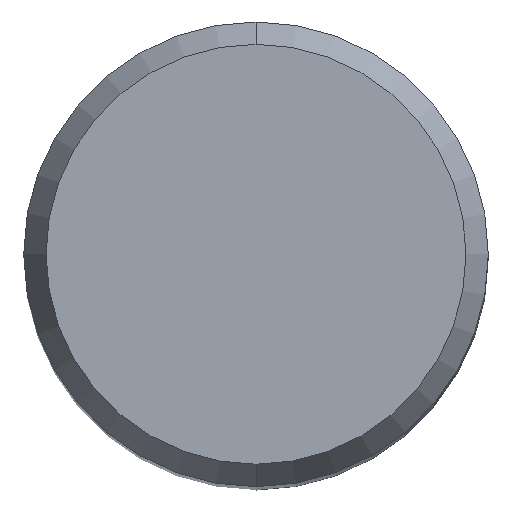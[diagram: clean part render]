
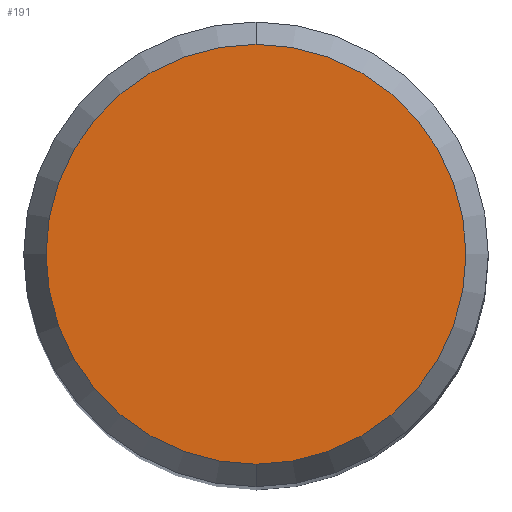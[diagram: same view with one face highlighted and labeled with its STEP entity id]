
A CAD part, top view. The second image highlights one B-rep face of the part: STEP entity #191.
In plain terms, the highlighted planar face has unit normal (0, 0, 1).
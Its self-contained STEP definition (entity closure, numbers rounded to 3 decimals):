
#171=EDGE_CURVE('',#273,#227,#380,.T.);
#191=ADVANCED_FACE('',(#402),#403,.T.);
#227=VERTEX_POINT('',#446);
#239=EDGE_CURVE('',#227,#273,#459,.T.);
#273=VERTEX_POINT('',#494);
#380=CIRCLE('',#616,4.304);
#402=FACE_OUTER_BOUND('',#647,.T.);
#403=PLANE('',#648);
#446=CARTESIAN_POINT('',(0.,-4.304,0.01));
#459=CIRCLE('',#719,4.304);
#494=CARTESIAN_POINT('',(0.0,4.304,0.01));
#616=AXIS2_PLACEMENT_3D('',#876,#877,#878);
#647=EDGE_LOOP('',(#903,#904));
#648=AXIS2_PLACEMENT_3D('',#905,#906,#907);
#719=AXIS2_PLACEMENT_3D('',#976,#977,#978);
#876=CARTESIAN_POINT('',(0.0,0.0,0.01));
#877=DIRECTION('',(0.0,0.0,-1.0));
#878=DIRECTION('',(0.0,1.0,0.0));
#903=ORIENTED_EDGE('',*,*,#171,.F.);
#904=ORIENTED_EDGE('',*,*,#239,.F.);
#905=CARTESIAN_POINT('',(0.0,2.152,0.01));
#906=DIRECTION('',(-0.0,0.0,1.0));
#907=DIRECTION('',(0.0,-1.0,0.0));
#976=CARTESIAN_POINT('',(0.0,0.0,0.01));
#977=DIRECTION('',(0.0,0.0,-1.0));
#978=DIRECTION('',(0.0,1.0,0.0));
